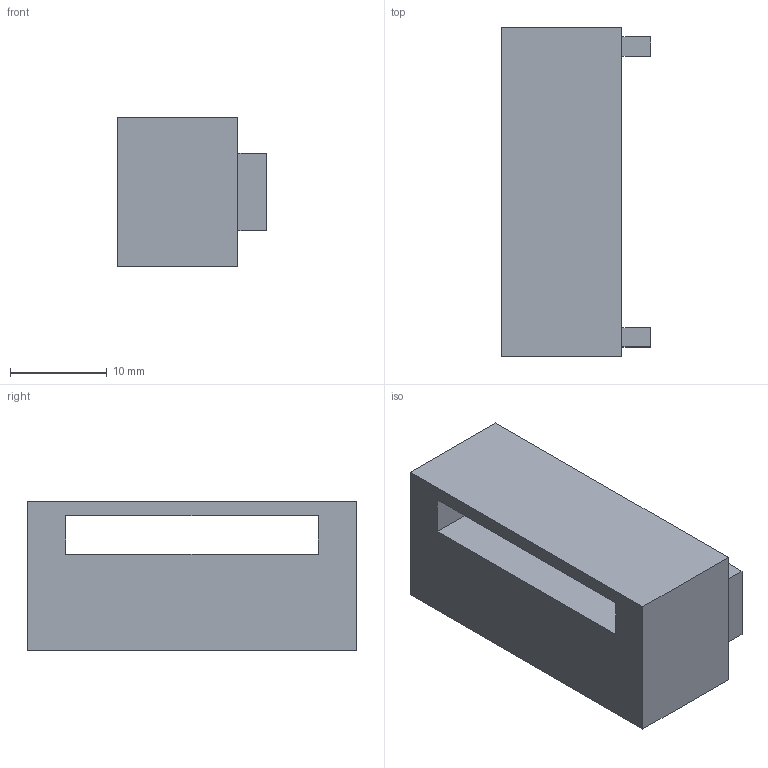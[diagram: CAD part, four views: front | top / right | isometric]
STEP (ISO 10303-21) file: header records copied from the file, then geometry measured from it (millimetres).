
FILE_DESCRIPTION(/* description */ (''),/* implementation_level */ '2;1');
FILE_NAME(/* name */ 'Parte1 Soporte sensor.stp',/* time_stamp */ '2025-01-31T12:42:32-05:00',/* author */ ('sara_'),/* organization */ (''),/* preprocessor_version */ 'ST-DEVELOPER v19.2',/* originating_system */ 'Autodesk Inventor 2024',/* authorisation */ '');
FILE_SCHEMA (('AUTOMOTIVE_DESIGN { 1 0 10303 214 3 1 1 }'));
Length unit declared in the file: millimetre
Products named in the file (1): Parte1 Soporte sensor
Bounding box: 15.5 x 34.08 x 15.5 mm (x, y, z)
Volume: 4356.6 mm3; surface area: 3112.8 mm2
Topology: 1 solids, 1 shells, 26 faces, 59 edges, 39 vertices
Faces by surface type: plane 24, cylinder 2
Full cylindrical faces by diameter (mm): 2.55 x2
Entity records: 766 total; most frequent: CARTESIAN_POINT 125, ORIENTED_EDGE 118, DIRECTION 117, EDGE_CURVE 59, LINE 55, VECTOR 55, VERTEX_POINT 39, EDGE_LOOP 32
